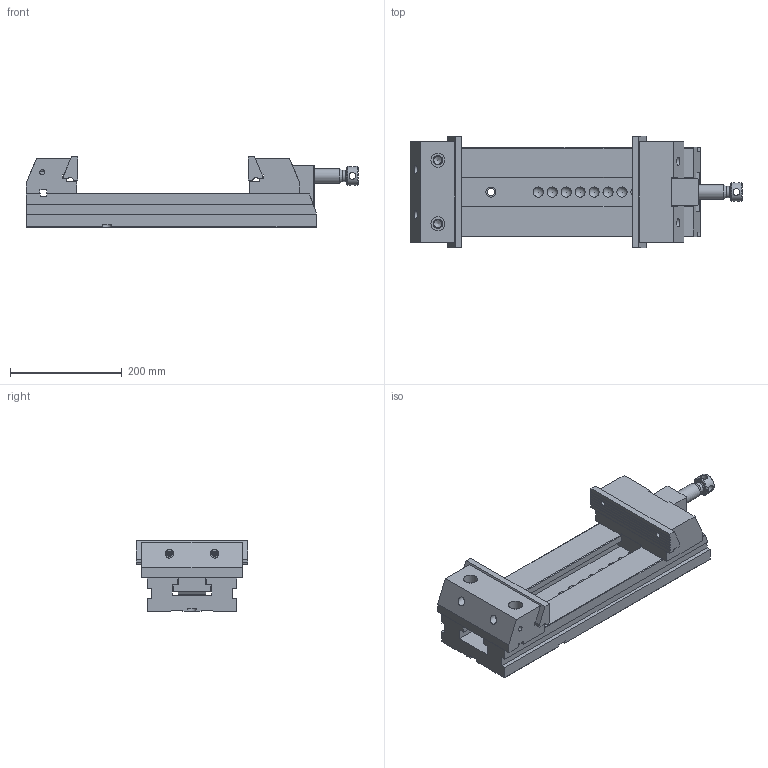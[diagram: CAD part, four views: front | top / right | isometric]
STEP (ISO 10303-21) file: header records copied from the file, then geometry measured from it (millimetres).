
FILE_DESCRIPTION(/* description */ (''),/* implementation_level */ '2;1');
FILE_NAME(/* name */ 'PRD_200GL_Mordaza.stp',/* time_stamp */ '2014-05-24T11:30:29+02:00',/* author */ (''),/* organization */ (''),/* preprocessor_version */ 'ST-DEVELOPER v15',/* originating_system */ 'SIEMENS PLM Software NX 9.0',/* authorisation */ '');
FILE_SCHEMA (('CONFIG_CONTROL_DESIGN'));
Length unit declared in the file: millimetre
Products named in the file (2): 30150070 Montaje Taco Hus; PRD_200GL_Mordaza
Assembly tree (1 placements, depth 2):
  PRD_200GL_Mordaza
    30150070 Montaje Taco Hus
Bounding box: 595 x 200 x 126.95 mm (x, y, z)
Volume: 5885232.2 mm3; surface area: 618923.4 mm2
Topology: 11 solids, 11 shells, 470 faces, 1316 edges, 878 vertices
Faces by surface type: plane 291, cylinder 126, cone 37, sphere 13, torus 3
Full cylindrical faces by diameter (mm): 4.351 x1, 5.188 x5, 6.985 x4, 8.5 x4, 8.782 x6, 10 x4, 10.579 x1, 12 x4, 12.376 x2, 13 x5, 14.376 x4, 15 x6, 16 x2, 16.5 x1, 17 x2, 18 x2, 19 x3, 20 x3, 21.25 x1, 22 x2, 25 x2, 26 x1, 30 x2, 33.8 x1, 34 x3
Entity records: 14576 total; most frequent: CARTESIAN_POINT 3065, DIRECTION 2269, ORIENTED_EDGE 2208, EDGE_CURVE 1104, VERTEX_POINT 803, LINE 767, VECTOR 767, AXIS2_PLACEMENT_3D 751
